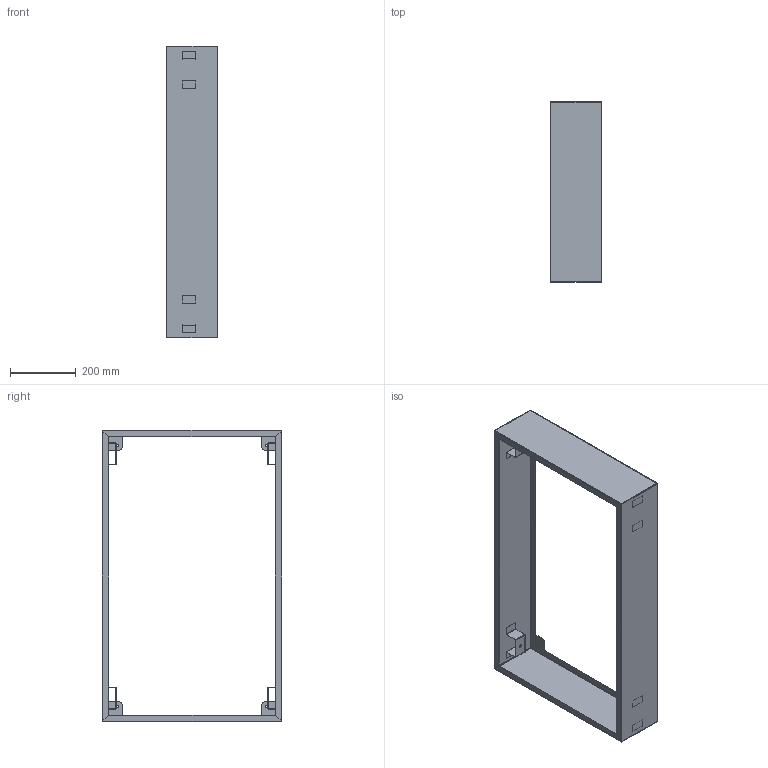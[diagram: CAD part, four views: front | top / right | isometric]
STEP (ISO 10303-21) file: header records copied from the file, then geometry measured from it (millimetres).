
FILE_DESCRIPTION(('STEP AP203'), '1');
FILE_NAME('ﾊ鮻 ﾕ2', '', ('UNSPECIFIED'), ('UNSPECIFIED'), 'C3D Converter', 'C3D Toolkit', '');
FILE_SCHEMA(('CONFIG_CONTROL_DESIGN'));
Length unit declared in the file: millimetre
Assembly tree (10 placements, depth 2):
  (unnamed)
    (unnamed)  x2
    (unnamed)  x4
    (unnamed)  x4
Bounding box: 157 x 548 x 888 mm (x, y, z)
Volume: 597303.3 mm3; surface area: 1204128.3 mm2
Topology: 10 solids, 10 shells, 288 faces, 596 edges, 328 vertices
Faces by surface type: plane 224, cylinder 64
Full cylindrical faces by diameter (mm): 7 x4, 9 x4
Entity records: 2840 total; most frequent: DIRECTION 457, CARTESIAN_POINT 417, ORIENTED_EDGE 398, EDGE_CURVE 199, LINE 157, VECTOR 157, AXIS2_PLACEMENT_3D 150, VERTEX_POINT 110
